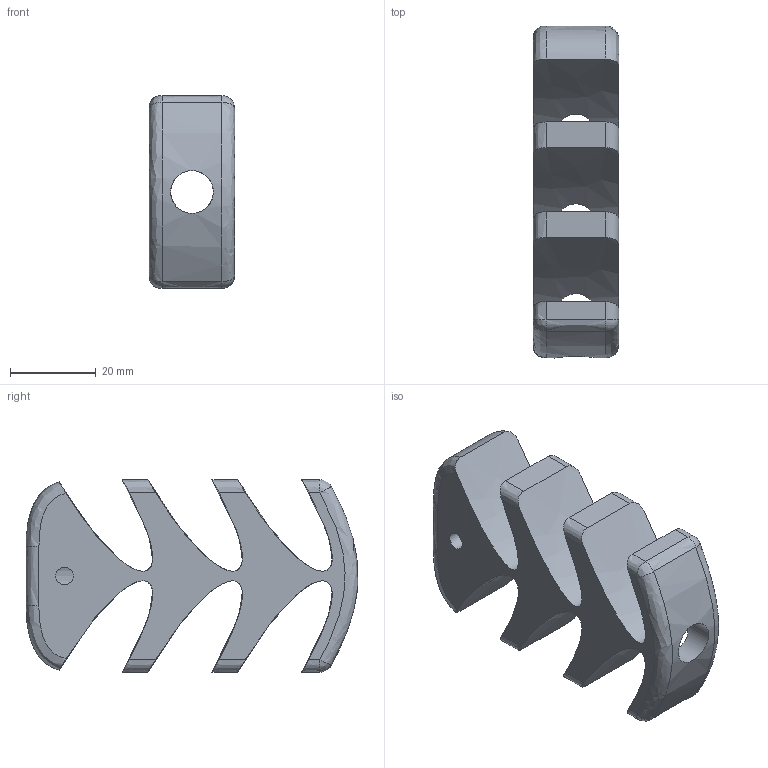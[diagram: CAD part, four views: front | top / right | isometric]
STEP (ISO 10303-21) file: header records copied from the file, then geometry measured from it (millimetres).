
FILE_DESCRIPTION(/* description */ (''),/* implementation_level */ '2;1');
FILE_NAME(/* name */ 'fbcourbe2.stp',/* time_stamp */ '2020-11-10T19:00:05+01:00',/* author */ ('the-v'),/* organization */ (''),/* preprocessor_version */ 'ST-DEVELOPER v18',/* originating_system */ 'Autodesk Inventor 2020',/* authorisation */ '');
FILE_SCHEMA (('AUTOMOTIVE_DESIGN { 1 0 10303 214 3 1 1 }'));
Length unit declared in the file: millimetre
Products named in the file (1): fbcourbe2
Bounding box: 20 x 77.62 x 45 mm (x, y, z)
Volume: 28669.3 mm3; surface area: 13648.6 mm2
Topology: 1 solids, 1 shells, 51 faces, 141 edges, 89 vertices
Faces by surface type: bspline 26, plane 13, cylinder 10, sphere 2
Full cylindrical faces by diameter (mm): 4.134 x1, 10 x1, 14 x1
Entity records: 3382 total; most frequent: CARTESIAN_POINT 2227, ORIENTED_EDGE 278, EDGE_CURVE 139, DIRECTION 138, VERTEX_POINT 89, B_SPLINE_CURVE_WITH_KNOTS 72, EDGE_LOOP 66, FACE_OUTER_BOUND 51
